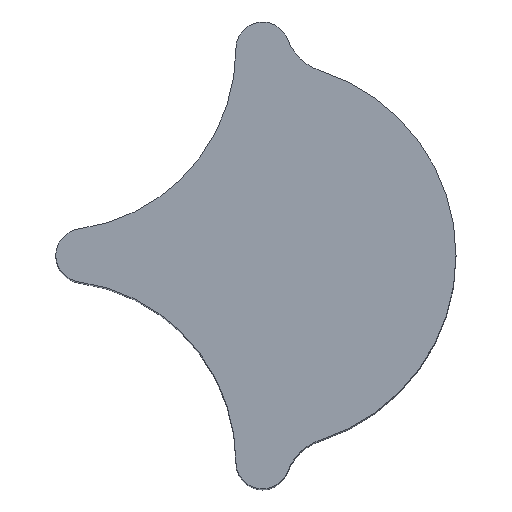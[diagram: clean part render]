
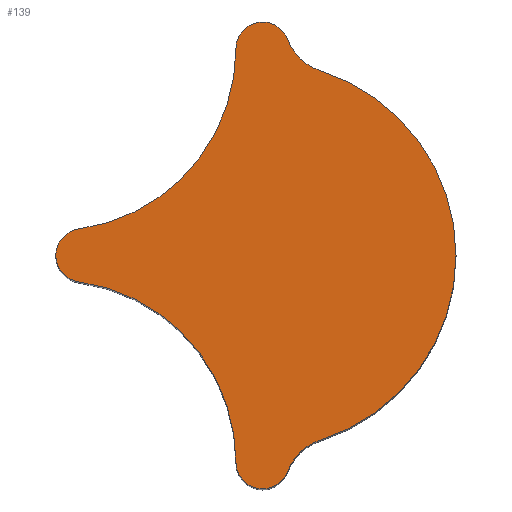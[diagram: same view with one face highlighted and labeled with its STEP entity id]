
A CAD part, top view. The second image highlights one B-rep face of the part: STEP entity #139.
In plain terms, the highlighted planar face has unit normal (0, 0, 1).
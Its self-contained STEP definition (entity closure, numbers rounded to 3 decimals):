
#6 = CIRCLE ( 'NONE', #250, 0.8 ) ;
#10 = ORIENTED_EDGE ( 'NONE', *, *, #285, .T. ) ;
#15 = CIRCLE ( 'NONE', #230, 0.4 ) ;
#22 = CIRCLE ( 'NONE', #235, 0.8 ) ;
#26 = EDGE_LOOP ( 'NONE', ( #10, #93, #94, #95, #46, #47, #48, #58, #59 ) ) ;
#29 = CIRCLE ( 'NONE', #224, 0.4 ) ;
#33 = CIRCLE ( 'NONE', #229, 2.9 ) ;
#35 = CIRCLE ( 'NONE', #252, 2.9 ) ;
#36 = CIRCLE ( 'NONE', #254, 2.73 ) ;
#40 = CIRCLE ( 'NONE', #232, 0.4 ) ;
#46 = ORIENTED_EDGE ( 'NONE', *, *, #282, .T. ) ;
#47 = ORIENTED_EDGE ( 'NONE', *, *, #277, .T. ) ;
#48 = ORIENTED_EDGE ( 'NONE', *, *, #281, .T. ) ;
#58 = ORIENTED_EDGE ( 'NONE', *, *, #292, .T. ) ;
#59 = ORIENTED_EDGE ( 'NONE', *, *, #280, .T. ) ;
#73 = FACE_OUTER_BOUND ( 'NONE', #26, .T. ) ;
#93 = ORIENTED_EDGE ( 'NONE', *, *, #272, .T. ) ;
#94 = ORIENTED_EDGE ( 'NONE', *, *, #291, .T. ) ;
#95 = ORIENTED_EDGE ( 'NONE', *, *, #269, .T. ) ;
#103 = CIRCLE ( 'NONE', #249, 2.73 ) ;
#139 = ADVANCED_FACE ( 'NONE', ( #73 ), #322, .T. ) ;
#148 = CARTESIAN_POINT ( 'NONE',  ( 1.122, -3.526, 5. ) ) ;
#150 = DIRECTION ( 'NONE',  ( 0., 0., 1. ) ) ;
#151 = DIRECTION ( 'NONE',  ( 1., 0., 0. ) ) ;
#152 = DIRECTION ( 'NONE',  ( 0., 0., 1. ) ) ;
#153 = DIRECTION ( 'NONE',  ( 1., 0., 0. ) ) ;
#154 = DIRECTION ( 'NONE',  ( 0., 0., -1. ) ) ;
#155 = DIRECTION ( 'NONE',  ( 1., 0., 0. ) ) ;
#156 = CARTESIAN_POINT ( 'NONE',  ( -3.13, 3.1, 5. ) ) ;
#164 = DIRECTION ( 'NONE',  ( 0., 0., -1. ) ) ;
#165 = DIRECTION ( 'NONE',  ( 1., 0., 0. ) ) ;
#174 = CARTESIAN_POINT ( 'NONE',  ( 1.122, 3.526, 5. ) ) ;
#176 = CARTESIAN_POINT ( 'NONE',  ( -3.13, -3.1, 5. ) ) ;
#178 = DIRECTION ( 'NONE',  ( 0., 0., -1. ) ) ;
#179 = DIRECTION ( 'NONE',  ( 1., 0., 0. ) ) ;
#180 = CARTESIAN_POINT ( 'NONE',  ( 2.9, 0., 5. ) ) ;
#181 = DIRECTION ( 'NONE',  ( 0., 0., -1. ) ) ;
#182 = DIRECTION ( 'NONE',  ( 1., 0., 0. ) ) ;
#183 = CARTESIAN_POINT ( 'NONE',  ( 0.879, -2.763, 5. ) ) ;
#184 = CARTESIAN_POINT ( 'NONE',  ( -2.755, 0.396, 5. ) ) ;
#188 = CARTESIAN_POINT ( 'NONE',  ( 0.374, 3.242, 5. ) ) ;
#190 = CARTESIAN_POINT ( 'NONE',  ( -0.4, 3.1, 5. ) ) ;
#191 = CARTESIAN_POINT ( 'NONE',  ( -0.4, -3.1, 5. ) ) ;
#193 = CARTESIAN_POINT ( 'NONE',  ( 0.374, -3.242, 5. ) ) ;
#197 = CARTESIAN_POINT ( 'NONE',  ( -2.755, -0.396, 5. ) ) ;
#201 = CARTESIAN_POINT ( 'NONE',  ( 0.879, 2.763, 5. ) ) ;
#221 = AXIS2_PLACEMENT_3D ( 'NONE', #303, #306, #305 ) ;
#224 = AXIS2_PLACEMENT_3D ( 'NONE', #358, #360, #361 ) ;
#229 = AXIS2_PLACEMENT_3D ( 'NONE', #261, #152, #153 ) ;
#230 = AXIS2_PLACEMENT_3D ( 'NONE', #367, #368, #369 ) ;
#232 = AXIS2_PLACEMENT_3D ( 'NONE', #385, #150, #151 ) ;
#235 = AXIS2_PLACEMENT_3D ( 'NONE', #148, #154, #155 ) ;
#249 = AXIS2_PLACEMENT_3D ( 'NONE', #156, #164, #165 ) ;
#250 = AXIS2_PLACEMENT_3D ( 'NONE', #174, #181, #182 ) ;
#252 = AXIS2_PLACEMENT_3D ( 'NONE', #376, #383, #384 ) ;
#254 = AXIS2_PLACEMENT_3D ( 'NONE', #176, #178, #179 ) ;
#261 = CARTESIAN_POINT ( 'NONE',  ( 0., 0., 5. ) ) ;
#269 = EDGE_CURVE ( 'NONE', #323, #325, #29, .T. ) ;
#272 = EDGE_CURVE ( 'NONE', #297, #329, #15, .T. ) ;
#277 = EDGE_CURVE ( 'NONE', #296, #316, #35, .T. ) ;
#280 = EDGE_CURVE ( 'NONE', #302, #315, #40, .T. ) ;
#281 = EDGE_CURVE ( 'NONE', #316, #336, #33, .T. ) ;
#282 = EDGE_CURVE ( 'NONE', #325, #296, #22, .T. ) ;
#285 = EDGE_CURVE ( 'NONE', #315, #297, #103, .T. ) ;
#291 = EDGE_CURVE ( 'NONE', #329, #323, #36, .T. ) ;
#292 = EDGE_CURVE ( 'NONE', #336, #302, #6, .T. ) ;
#296 = VERTEX_POINT ( 'NONE', #183 ) ;
#297 = VERTEX_POINT ( 'NONE', #184 ) ;
#302 = VERTEX_POINT ( 'NONE', #188 ) ;
#303 = CARTESIAN_POINT ( 'NONE',  ( 0., 0., 5. ) ) ;
#305 = DIRECTION ( 'NONE',  ( 1., 0., 0. ) ) ;
#306 = DIRECTION ( 'NONE',  ( 0., 0., 1. ) ) ;
#315 = VERTEX_POINT ( 'NONE', #190 ) ;
#316 = VERTEX_POINT ( 'NONE', #180 ) ;
#322 = PLANE ( 'NONE',  #221 ) ;
#323 = VERTEX_POINT ( 'NONE', #191 ) ;
#325 = VERTEX_POINT ( 'NONE', #193 ) ;
#329 = VERTEX_POINT ( 'NONE', #197 ) ;
#336 = VERTEX_POINT ( 'NONE', #201 ) ;
#358 = CARTESIAN_POINT ( 'NONE',  ( 0., -3.1, 5. ) ) ;
#360 = DIRECTION ( 'NONE',  ( 0., 0., 1. ) ) ;
#361 = DIRECTION ( 'NONE',  ( 1., 0., 0. ) ) ;
#367 = CARTESIAN_POINT ( 'NONE',  ( -2.7, 0., 5. ) ) ;
#368 = DIRECTION ( 'NONE',  ( 0., 0., 1. ) ) ;
#369 = DIRECTION ( 'NONE',  ( 1., 0., 0. ) ) ;
#376 = CARTESIAN_POINT ( 'NONE',  ( 0., 0., 5. ) ) ;
#383 = DIRECTION ( 'NONE',  ( 0., 0., 1. ) ) ;
#384 = DIRECTION ( 'NONE',  ( 1., 0., 0. ) ) ;
#385 = CARTESIAN_POINT ( 'NONE',  ( 0., 3.1, 5. ) ) ;
